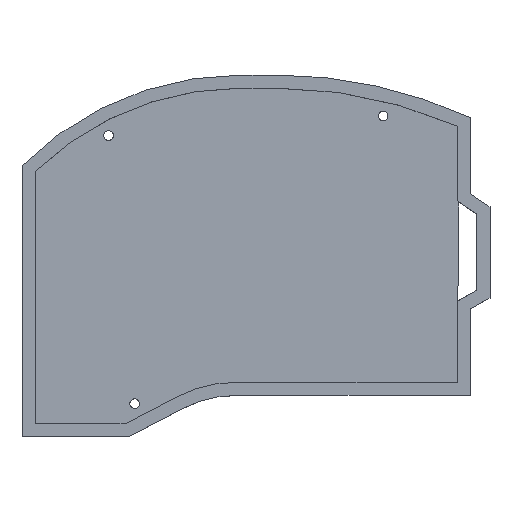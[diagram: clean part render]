
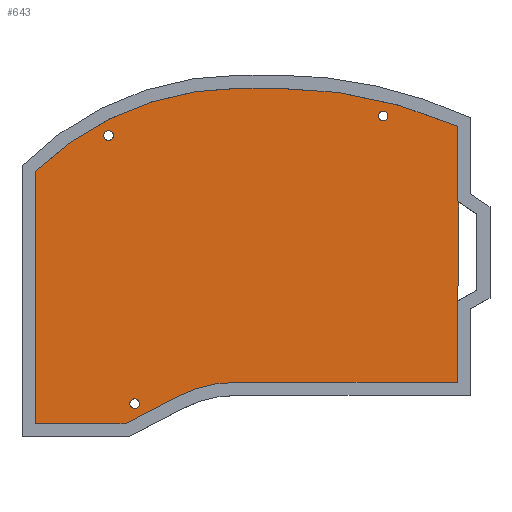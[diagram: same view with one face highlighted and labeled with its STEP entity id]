
A CAD part, top view. The second image highlights one B-rep face of the part: STEP entity #643.
In plain terms, the highlighted planar face has unit normal (0, 0, 1).
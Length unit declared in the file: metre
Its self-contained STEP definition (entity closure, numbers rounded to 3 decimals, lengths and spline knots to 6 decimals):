
#26=LINE('',#966,#100);
#27=LINE('',#969,#101);
#28=LINE('',#971,#102);
#29=LINE('',#973,#103);
#30=LINE('',#977,#104);
#31=LINE('',#981,#105);
#32=LINE('',#983,#106);
#33=LINE('',#985,#107);
#34=LINE('',#989,#108);
#35=LINE('',#991,#109);
#100=VECTOR('',#780,1.);
#101=VECTOR('',#781,1.);
#102=VECTOR('',#782,1.);
#103=VECTOR('',#783,1.);
#104=VECTOR('',#786,1.);
#105=VECTOR('',#789,1.);
#106=VECTOR('',#790,1.);
#107=VECTOR('',#791,1.);
#108=VECTOR('',#794,1.);
#109=VECTOR('',#795,1.);
#161=PLANE('',#698);
#210=ORIENTED_EDGE('',*,*,#373,.T.);
#211=ORIENTED_EDGE('',*,*,#371,.T.);
#212=ORIENTED_EDGE('',*,*,#369,.T.);
#213=ORIENTED_EDGE('',*,*,#391,.F.);
#214=ORIENTED_EDGE('',*,*,#392,.T.);
#215=ORIENTED_EDGE('',*,*,#393,.F.);
#216=ORIENTED_EDGE('',*,*,#394,.F.);
#217=ORIENTED_EDGE('',*,*,#395,.F.);
#218=ORIENTED_EDGE('',*,*,#396,.F.);
#219=ORIENTED_EDGE('',*,*,#397,.F.);
#220=ORIENTED_EDGE('',*,*,#398,.F.);
#221=ORIENTED_EDGE('',*,*,#399,.F.);
#222=ORIENTED_EDGE('',*,*,#400,.F.);
#223=ORIENTED_EDGE('',*,*,#401,.F.);
#224=ORIENTED_EDGE('',*,*,#402,.F.);
#225=ORIENTED_EDGE('',*,*,#403,.F.);
#369=EDGE_CURVE('',#461,#461,#525,.T.);
#371=EDGE_CURVE('',#463,#463,#527,.T.);
#373=EDGE_CURVE('',#465,#465,#529,.T.);
#391=EDGE_CURVE('',#483,#484,#26,.T.);
#392=EDGE_CURVE('',#483,#485,#27,.T.);
#393=EDGE_CURVE('',#486,#485,#28,.T.);
#394=EDGE_CURVE('',#487,#486,#29,.T.);
#395=EDGE_CURVE('',#488,#487,#533,.T.);
#396=EDGE_CURVE('',#489,#488,#30,.T.);
#397=EDGE_CURVE('',#490,#489,#534,.T.);
#398=EDGE_CURVE('',#491,#490,#31,.T.);
#399=EDGE_CURVE('',#492,#491,#32,.T.);
#400=EDGE_CURVE('',#493,#492,#33,.T.);
#401=EDGE_CURVE('',#494,#493,#535,.T.);
#402=EDGE_CURVE('',#495,#494,#34,.T.);
#403=EDGE_CURVE('',#484,#495,#35,.T.);
#461=VERTEX_POINT('',#919);
#463=VERTEX_POINT('',#924);
#465=VERTEX_POINT('',#929);
#483=VERTEX_POINT('',#967);
#484=VERTEX_POINT('',#968);
#485=VERTEX_POINT('',#970);
#486=VERTEX_POINT('',#972);
#487=VERTEX_POINT('',#974);
#488=VERTEX_POINT('',#976);
#489=VERTEX_POINT('',#978);
#490=VERTEX_POINT('',#980);
#491=VERTEX_POINT('',#982);
#492=VERTEX_POINT('',#984);
#493=VERTEX_POINT('',#986);
#494=VERTEX_POINT('',#988);
#495=VERTEX_POINT('',#990);
#525=CIRCLE('',#687,0.0011);
#527=CIRCLE('',#690,0.0011);
#529=CIRCLE('',#693,0.0011);
#533=CIRCLE('',#699,0.103);
#534=CIRCLE('',#700,0.067999);
#535=CIRCLE('',#701,0.03);
#553=EDGE_LOOP('',(#210));
#554=EDGE_LOOP('',(#211));
#555=EDGE_LOOP('',(#212));
#556=EDGE_LOOP('',(#213,#214,#215,#216,#217,#218,#219,#220,#221,#222,#223,
#224,#225));
#597=FACE_BOUND('',#553,.T.);
#598=FACE_BOUND('',#554,.T.);
#599=FACE_BOUND('',#555,.T.);
#600=FACE_BOUND('',#556,.T.);
#643=ADVANCED_FACE('',(#597,#598,#599,#600),#161,.F.);
#687=AXIS2_PLACEMENT_3D('',#918,#742,#743);
#690=AXIS2_PLACEMENT_3D('',#923,#748,#749);
#693=AXIS2_PLACEMENT_3D('',#928,#754,#755);
#698=AXIS2_PLACEMENT_3D('',#965,#778,#779);
#699=AXIS2_PLACEMENT_3D('',#975,#784,#785);
#700=AXIS2_PLACEMENT_3D('',#979,#787,#788);
#701=AXIS2_PLACEMENT_3D('',#987,#792,#793);
#742=DIRECTION('',(0.,0.,-1.));
#743=DIRECTION('',(0.,-1.,0.));
#748=DIRECTION('',(0.,0.,-1.));
#749=DIRECTION('',(0.,-1.,0.));
#754=DIRECTION('',(0.,0.,-1.));
#755=DIRECTION('',(0.,-1.,0.));
#778=DIRECTION('',(0.,0.,-1.));
#779=DIRECTION('',(1.,0.,0.));
#780=DIRECTION('',(-0.874,-0.486,0.));
#781=DIRECTION('',(0.009,1.,0.));
#782=DIRECTION('',(0.832,-0.555,0.));
#783=DIRECTION('',(0.001,-1.,0.));
#784=DIRECTION('',(0.,0.,-1.));
#785=DIRECTION('',(0.,1.,0.));
#786=DIRECTION('',(1.,0.,0.));
#787=DIRECTION('',(0.,0.,-1.));
#788=DIRECTION('',(-0.694,0.72,0.));
#789=DIRECTION('',(0.,1.,0.));
#790=DIRECTION('',(-1.,0.,0.));
#791=DIRECTION('',(-0.887,-0.463,0.));
#792=DIRECTION('',(0.,0.,1.));
#793=DIRECTION('',(0.,1.,0.));
#794=DIRECTION('',(-1.,0.,0.));
#795=DIRECTION('',(-0.001,-1.,0.));
#918=CARTESIAN_POINT('',(0.08,-0.1065,0.));
#919=CARTESIAN_POINT('',(0.08,-0.1076,0.));
#923=CARTESIAN_POINT('',(0.074,-0.045,0.));
#924=CARTESIAN_POINT('',(0.074,-0.0461,0.));
#928=CARTESIAN_POINT('',(0.137,-0.0405,0.));
#929=CARTESIAN_POINT('',(0.137,-0.0416,0.));
#965=CARTESIAN_POINT('',(0.107825,-0.072628,0.));
#966=CARTESIAN_POINT('',(0.1585,-0.0805,0.));
#967=CARTESIAN_POINT('',(0.154129,-0.082928,0.));
#968=CARTESIAN_POINT('',(0.154,-0.083,0.));
#969=CARTESIAN_POINT('',(0.154234,-0.071577,0.));
#970=CARTESIAN_POINT('',(0.15434,-0.060226,0.));
#971=CARTESIAN_POINT('',(0.154,-0.06,0.));
#972=CARTESIAN_POINT('',(0.154,-0.06,0.));
#973=CARTESIAN_POINT('',(0.153988,-0.042863,0.));
#974=CARTESIAN_POINT('',(0.153988,-0.042862,0.));
#975=CARTESIAN_POINT('',(0.112486,-0.137131,0.));
#976=CARTESIAN_POINT('',(0.112486,-0.034131,0.));
#977=CARTESIAN_POINT('',(0.105569,-0.034131,0.));
#978=CARTESIAN_POINT('',(0.10435,-0.034131,0.));
#979=CARTESIAN_POINT('',(0.10435,-0.10213,0.));
#980=CARTESIAN_POINT('',(0.05715,-0.053181,0.));
#981=CARTESIAN_POINT('',(0.05715,-0.111125,0.));
#982=CARTESIAN_POINT('',(0.05715,-0.111125,0.));
#983=CARTESIAN_POINT('',(0.077788,-0.111125,0.));
#984=CARTESIAN_POINT('',(0.077787,-0.111125,0.));
#985=CARTESIAN_POINT('',(0.089522,-0.105002,0.));
#986=CARTESIAN_POINT('',(0.089522,-0.105002,0.));
#987=CARTESIAN_POINT('',(0.103399,-0.1316,0.));
#988=CARTESIAN_POINT('',(0.103399,-0.1016,0.));
#989=CARTESIAN_POINT('',(0.,-0.1016,0.));
#990=CARTESIAN_POINT('',(0.153988,-0.1016,0.));
#991=CARTESIAN_POINT('',(0.154,-0.083,0.));
